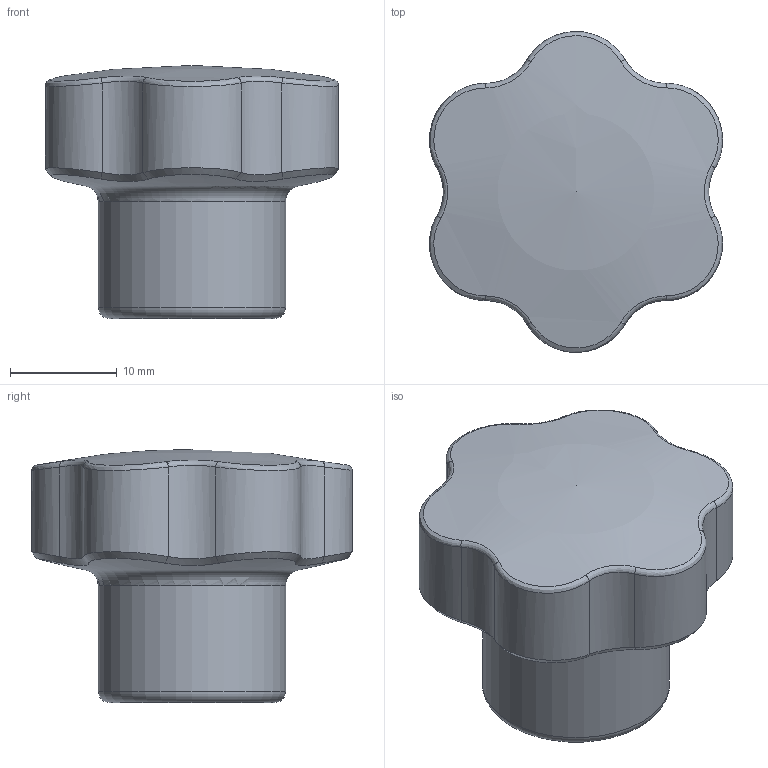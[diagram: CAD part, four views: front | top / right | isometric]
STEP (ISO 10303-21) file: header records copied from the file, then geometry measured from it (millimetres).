
FILE_DESCRIPTION( ( 'Unknown' ), '1' );
FILE_NAME( '6113025_VB30.stp', 'Unknown', ( 'Unknown' ), ( 'Unknown' ), 'XStep 1.0', 'Unknown', ' ' );
FILE_SCHEMA( ( 'CONFIG_CONTROL_DESIGN' ) );
Length unit declared in the file: millimetre
Products named in the file (3): Assem1; VB_30_ø08; 1801012
Bounding box: 27.4 x 30 x 23.65 mm (x, y, z)
Volume: 18106.6 mm3; surface area: 6914.1 mm2
Topology: 4 solids, 4 shells, 100 faces, 230 edges, 134 vertices
Faces by surface type: bspline 50, cylinder 32, sphere 6, torus 4, plane 4, cone 4
Full cylindrical faces by diameter (mm): 5 x2, 8 x4, 17.5 x2
Entity records: 3849 total; most frequent: CARTESIAN_POINT 2861, ORIENTED_EDGE 190, DIRECTION 126, EDGE_CURVE 95, EDGE_LOOP 60, VERTEX_POINT 60, FACE_OUTER_BOUND 57, AXIS2_PLACEMENT_3D 51
